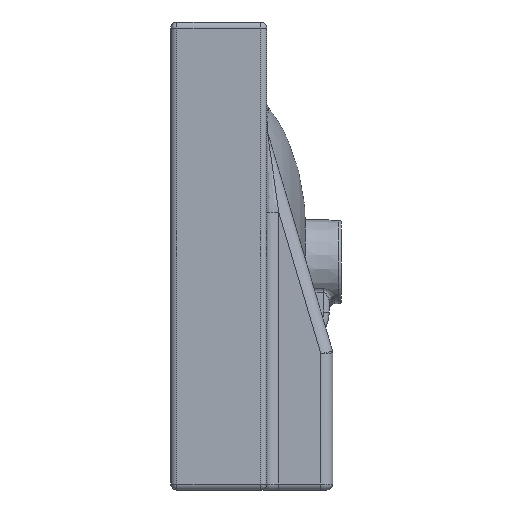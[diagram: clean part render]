
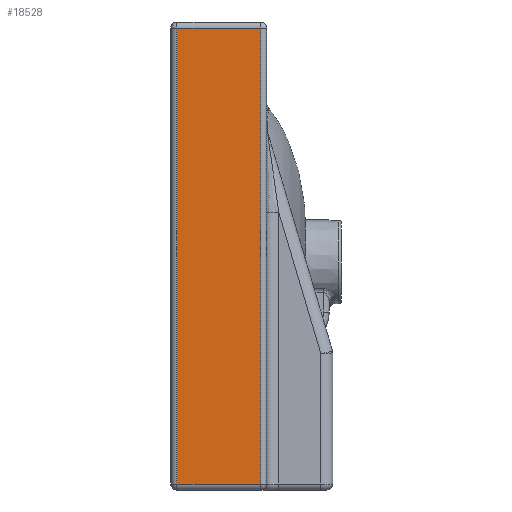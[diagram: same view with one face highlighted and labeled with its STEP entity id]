
A CAD part, left-side view. The second image highlights one B-rep face of the part: STEP entity #18528.
In plain terms, the highlighted planar face has unit normal (-1, 0, 0).
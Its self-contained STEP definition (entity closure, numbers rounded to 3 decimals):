
#1298 = CARTESIAN_POINT ( 'NONE',  ( -250., -110., 195. ) ) ;
#2071 = CARTESIAN_POINT ( 'NONE',  ( -250., -5., -190. ) ) ;
#2704 = LINE ( 'NONE', #35701, #10772 ) ;
#3004 = LINE ( 'NONE', #29190, #15401 ) ;
#5665 = ORIENTED_EDGE ( 'NONE', *, *, #27770, .T. ) ;
#6701 = DIRECTION ( 'NONE',  ( 0., 1., 0. ) ) ;
#9648 = EDGE_CURVE ( 'NONE', #36303, #31615, #3004, .T. ) ;
#10772 = VECTOR ( 'NONE', #28893, 1000. ) ;
#11141 = EDGE_CURVE ( 'NONE', #34271, #12699, #32359, .T. ) ;
#11519 = DIRECTION ( 'NONE',  ( -1., 0., 0. ) ) ;
#12699 = VERTEX_POINT ( 'NONE', #2071 ) ;
#14718 = DIRECTION ( 'NONE',  ( 0., 0., 1. ) ) ;
#15401 = VECTOR ( 'NONE', #19606, 1000. ) ;
#16005 = EDGE_CURVE ( 'NONE', #31615, #34271, #22874, .T. ) ;
#17369 = CARTESIAN_POINT ( 'NONE',  ( -250., -75., -190. ) ) ;
#17689 = PLANE ( 'NONE',  #23760 ) ;
#18528 = ADVANCED_FACE ( 'NONE', ( #34289 ), #17689, .T. ) ;
#19085 = ORIENTED_EDGE ( 'NONE', *, *, #16005, .T. ) ;
#19606 = DIRECTION ( 'NONE',  ( 0., 0., 1. ) ) ;
#20741 = ORIENTED_EDGE ( 'NONE', *, *, #11141, .T. ) ;
#20952 = EDGE_LOOP ( 'NONE', ( #5665, #25412, #19085, #20741 ) ) ;
#22127 = DIRECTION ( 'NONE',  ( 0., 0., -1. ) ) ;
#22503 = VECTOR ( 'NONE', #6701, 1000. ) ;
#22874 = LINE ( 'NONE', #35868, #22503 ) ;
#23760 = AXIS2_PLACEMENT_3D ( 'NONE', #1298, #11519, #14718 ) ;
#25412 = ORIENTED_EDGE ( 'NONE', *, *, #9648, .T. ) ;
#27770 = EDGE_CURVE ( 'NONE', #12699, #36303, #2704, .T. ) ;
#28893 = DIRECTION ( 'NONE',  ( 0., -1., 0. ) ) ;
#29190 = CARTESIAN_POINT ( 'NONE',  ( -250., -75., 195. ) ) ;
#31615 = VERTEX_POINT ( 'NONE', #33439 ) ;
#32359 = LINE ( 'NONE', #38313, #36625 ) ;
#33439 = CARTESIAN_POINT ( 'NONE',  ( -250., -75., 190. ) ) ;
#34271 = VERTEX_POINT ( 'NONE', #41175 ) ;
#34289 = FACE_OUTER_BOUND ( 'NONE', #20952, .T. ) ;
#35701 = CARTESIAN_POINT ( 'NONE',  ( -250., -110., -190. ) ) ;
#35868 = CARTESIAN_POINT ( 'NONE',  ( -250., -110., 190. ) ) ;
#36303 = VERTEX_POINT ( 'NONE', #17369 ) ;
#36625 = VECTOR ( 'NONE', #22127, 1000. ) ;
#38313 = CARTESIAN_POINT ( 'NONE',  ( -250., -5., -195. ) ) ;
#41175 = CARTESIAN_POINT ( 'NONE',  ( -250., -5., 190. ) ) ;
